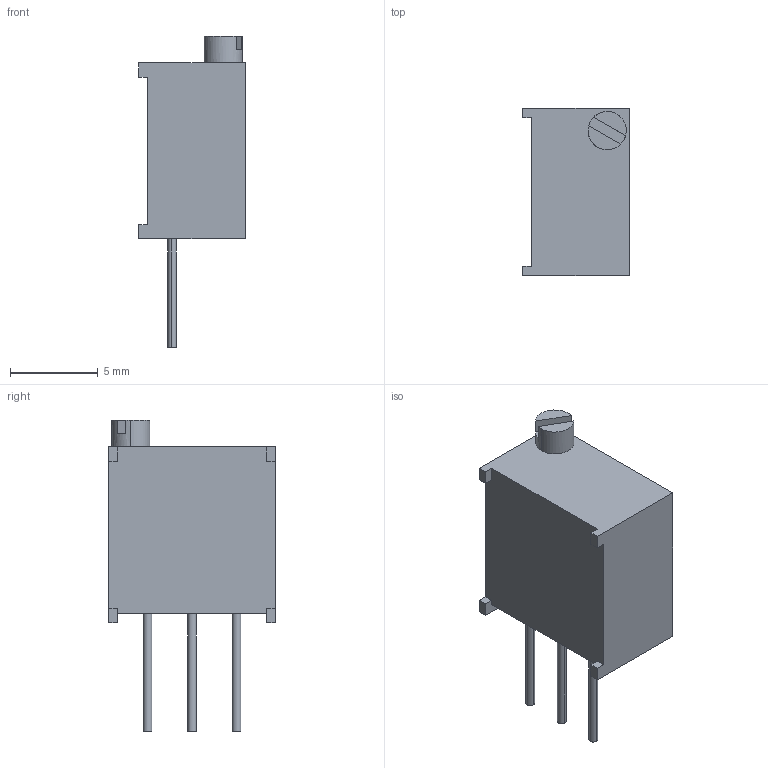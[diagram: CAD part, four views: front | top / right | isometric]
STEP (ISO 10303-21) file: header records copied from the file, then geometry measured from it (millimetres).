
FILE_DESCRIPTION (( 'STEP AP214' ), '1' );
FILE_NAME ('User Library-3299W-1-103RLF.STEP', '2021-10-02T08:23:48', ( '' ), ( '' ), 'SwSTEP 2.0', 'SolidWorks 2021', '' );
FILE_SCHEMA (( 'AUTOMOTIVE_DESIGN' ));
Length unit declared in the file: inch
Products named in the file (1): User Library-3299W-1-103RLF
Bounding box: 6.1 x 9.53 x 17.78 mm (x, y, z)
Volume: 518.5 mm3; surface area: 466.7 mm2
Topology: 1 solids, 1 shells, 472 faces, 1290 edges, 860 vertices
Faces by surface type: plane 300, bspline 140, cylinder 32
Entity records: 28786 total; most frequent: CARTESIAN_POINT 11531, ORIENTED_EDGE 2580, DIRECTION 1744, EDGE_CURVE 1290, VECTOR 942, LINE 942, VERTEX_POINT 860, EDGE_LOOP 512
